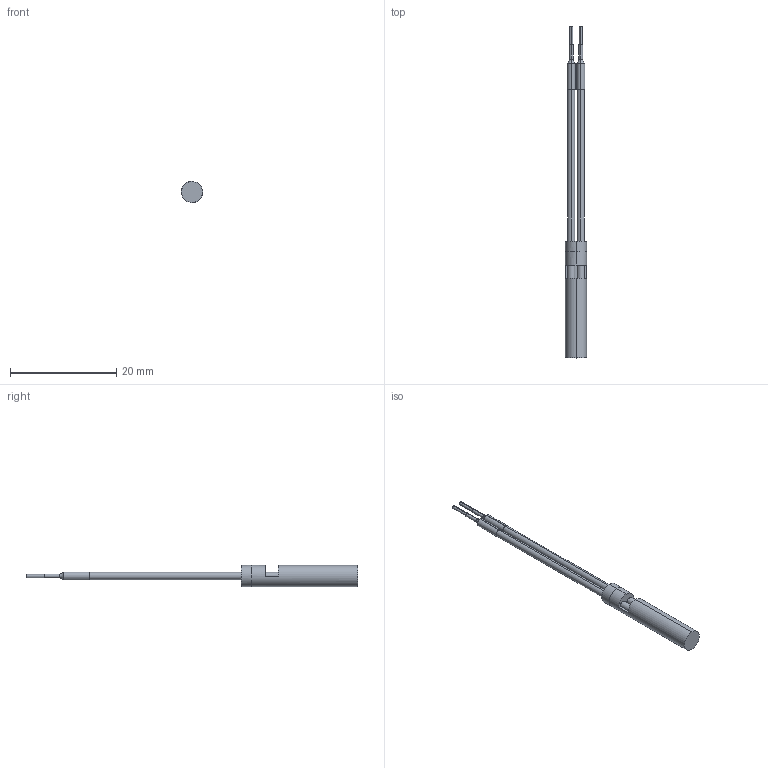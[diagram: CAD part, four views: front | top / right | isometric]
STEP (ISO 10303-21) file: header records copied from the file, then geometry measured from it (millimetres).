
FILE_DESCRIPTION (( 'STEP AP203' ), '1' );
FILE_NAME ('1997-E.STEP', '2015-12-17T11:21:39', ( '' ), ( '' ), 'SwSTEP 2.0', 'SolidWorks 2015', '' );
FILE_SCHEMA (( 'CONFIG_CONTROL_DESIGN' ));
Length unit declared in the file: millimetre
Products named in the file (1): 1997-E
Bounding box: 4 x 62.5 x 4 mm (x, y, z)
Volume: 375.4 mm3; surface area: 724 mm2
Topology: 3 solids, 3 shells, 45 faces, 95 edges, 60 vertices
Faces by surface type: cylinder 26, plane 15, torus 4
Entity records: 1336 total; most frequent: DIRECTION 241, CARTESIAN_POINT 235, ORIENTED_EDGE 190, AXIS2_PLACEMENT_3D 102, EDGE_CURVE 95, VERTEX_POINT 60, CIRCLE 56, EDGE_LOOP 53
